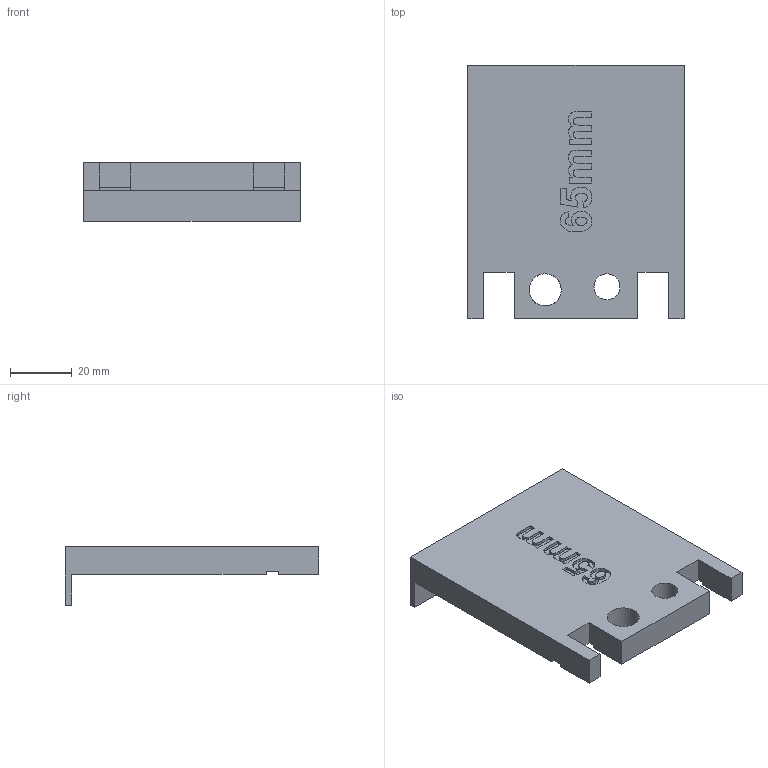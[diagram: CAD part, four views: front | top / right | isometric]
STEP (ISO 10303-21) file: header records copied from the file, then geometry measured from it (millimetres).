
FILE_DESCRIPTION(/* description */ (''),/* implementation_level */ '2;1');
FILE_NAME(/* name */ 'Werkzeuge.step',/* time_stamp */ '2024-04-09T11:29:02+02:00',/* author */ (''),/* organization */ (''),/* preprocessor_version */ 'ST-DEVELOPER v20',/* originating_system */ 'Autodesk Translation Framework v12.20.1.177',/* authorisation */ '');
FILE_SCHEMA (('AUTOMOTIVE_DESIGN { 1 0 10303 214 3 1 1 }'));
Length unit declared in the file: millimetre
Products named in the file (1): Werkzeuge
Bounding box: 70 x 82 x 19 mm (x, y, z)
Volume: 48696.8 mm3; surface area: 16113.6 mm2
Topology: 1 solids, 1 shells, 138 faces, 399 edges, 266 vertices
Faces by surface type: bspline 75, plane 61, cylinder 2
Full cylindrical faces by diameter (mm): 8.4 x1, 10.4 x1
Entity records: 5573 total; most frequent: CARTESIAN_POINT 2403, ORIENTED_EDGE 798, EDGE_CURVE 399, DIRECTION 385, VERTEX_POINT 266, LINE 241, VECTOR 241, B_SPLINE_CURVE_WITH_KNOTS 150
